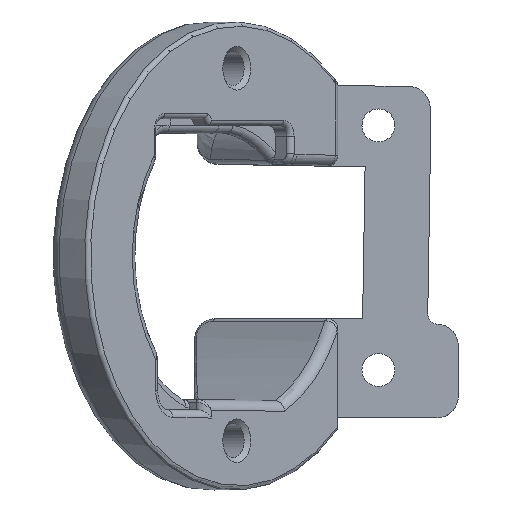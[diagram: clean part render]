
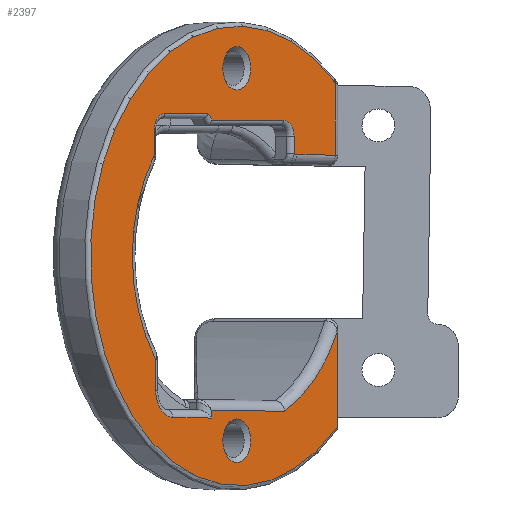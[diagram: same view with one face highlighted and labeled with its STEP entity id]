
A CAD part, top view. The second image highlights one B-rep face of the part: STEP entity #2397.
In plain terms, the highlighted planar face has unit normal (0.766, 0, 0.643).
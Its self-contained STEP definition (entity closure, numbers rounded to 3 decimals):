
#31=FACE_BOUND('',#614,.T.);
#32=FACE_BOUND('',#615,.T.);
#55=ELLIPSE('',#2573,0.956,0.912);
#80=PLANE('',#2568);
#174=LINE('',#3633,#320);
#176=LINE('',#3657,#322);
#177=LINE('',#3678,#323);
#181=LINE('',#3737,#327);
#187=LINE('',#3754,#333);
#188=LINE('',#3758,#334);
#189=LINE('',#3760,#335);
#190=LINE('',#3762,#336);
#191=LINE('',#3766,#337);
#192=LINE('',#3770,#338);
#193=LINE('',#3772,#339);
#194=LINE('',#3777,#340);
#320=VECTOR('',#2810,10.);
#322=VECTOR('',#2816,10.);
#323=VECTOR('',#2829,10.);
#327=VECTOR('',#2841,10.);
#333=VECTOR('',#2859,2.403);
#334=VECTOR('',#2862,6.33);
#335=VECTOR('',#2863,0.849);
#336=VECTOR('',#2864,10.494);
#337=VECTOR('',#2867,1.634);
#338=VECTOR('',#2870,5.625);
#339=VECTOR('',#2871,10.);
#340=VECTOR('',#2876,8.934);
#469=FACE_OUTER_BOUND('',#613,.T.);
#613=EDGE_LOOP('',(#1653,#1654,#1655,#1656,#1657,#1658,#1659,#1660,#1661,
#1662,#1663,#1664,#1665,#1666,#1667,#1668,#1669,#1670,#1671,#1672));
#614=EDGE_LOOP('',(#1673));
#615=EDGE_LOOP('',(#1674));
#870=CIRCLE('',#2557,2.5);
#874=CIRCLE('',#2569,16.1);
#875=CIRCLE('',#2570,15.5);
#876=CIRCLE('',#2571,1.494);
#877=CIRCLE('',#2572,1.494);
#878=CIRCLE('',#2574,3.302);
#879=CIRCLE('',#2575,21.6);
#880=CIRCLE('',#2576,2.045);
#881=CIRCLE('',#2577,2.045);
#983=VERTEX_POINT('',#3627);
#984=VERTEX_POINT('',#3632);
#987=VERTEX_POINT('',#3654);
#988=VERTEX_POINT('',#3656);
#990=VERTEX_POINT('',#3670);
#992=VERTEX_POINT('',#3676);
#997=VERTEX_POINT('',#3749);
#998=VERTEX_POINT('',#3751);
#999=VERTEX_POINT('',#3753);
#1000=VERTEX_POINT('',#3755);
#1001=VERTEX_POINT('',#3757);
#1002=VERTEX_POINT('',#3759);
#1003=VERTEX_POINT('',#3761);
#1004=VERTEX_POINT('',#3763);
#1005=VERTEX_POINT('',#3765);
#1006=VERTEX_POINT('',#3767);
#1007=VERTEX_POINT('',#3769);
#1008=VERTEX_POINT('',#3771);
#1009=VERTEX_POINT('',#3773);
#1010=VERTEX_POINT('',#3775);
#1011=VERTEX_POINT('',#3778);
#1012=VERTEX_POINT('',#3780);
#1225=EDGE_CURVE('',#983,#984,#174,.T.);
#1229=EDGE_CURVE('',#987,#988,#176,.T.);
#1232=EDGE_CURVE('',#990,#987,#870,.T.);
#1235=EDGE_CURVE('',#992,#990,#177,.T.);
#1243=EDGE_CURVE('',#988,#983,#181,.T.);
#1249=EDGE_CURVE('',#997,#984,#874,.T.);
#1250=EDGE_CURVE('',#992,#998,#875,.T.);
#1251=EDGE_CURVE('',#998,#999,#187,.T.);
#1252=EDGE_CURVE('',#999,#1000,#876,.T.);
#1253=EDGE_CURVE('',#1000,#1001,#188,.T.);
#1254=EDGE_CURVE('',#1001,#1002,#189,.T.);
#1255=EDGE_CURVE('',#1002,#1003,#190,.T.);
#1256=EDGE_CURVE('',#1003,#1004,#877,.T.);
#1257=EDGE_CURVE('',#1004,#1005,#191,.T.);
#1258=EDGE_CURVE('',#1005,#1006,#55,.T.);
#1259=EDGE_CURVE('',#1006,#1007,#192,.T.);
#1260=EDGE_CURVE('',#1007,#1008,#193,.T.);
#1261=EDGE_CURVE('',#1008,#1009,#878,.T.);
#1262=EDGE_CURVE('',#1009,#1010,#879,.T.);
#1263=EDGE_CURVE('',#1010,#997,#194,.T.);
#1264=EDGE_CURVE('',#1011,#1011,#880,.T.);
#1265=EDGE_CURVE('',#1012,#1012,#881,.T.);
#1653=ORIENTED_EDGE('',*,*,#1249,.T.);
#1654=ORIENTED_EDGE('',*,*,#1225,.F.);
#1655=ORIENTED_EDGE('',*,*,#1243,.F.);
#1656=ORIENTED_EDGE('',*,*,#1229,.F.);
#1657=ORIENTED_EDGE('',*,*,#1232,.F.);
#1658=ORIENTED_EDGE('',*,*,#1235,.F.);
#1659=ORIENTED_EDGE('',*,*,#1250,.T.);
#1660=ORIENTED_EDGE('',*,*,#1251,.T.);
#1661=ORIENTED_EDGE('',*,*,#1252,.T.);
#1662=ORIENTED_EDGE('',*,*,#1253,.T.);
#1663=ORIENTED_EDGE('',*,*,#1254,.T.);
#1664=ORIENTED_EDGE('',*,*,#1255,.T.);
#1665=ORIENTED_EDGE('',*,*,#1256,.T.);
#1666=ORIENTED_EDGE('',*,*,#1257,.T.);
#1667=ORIENTED_EDGE('',*,*,#1258,.T.);
#1668=ORIENTED_EDGE('',*,*,#1259,.T.);
#1669=ORIENTED_EDGE('',*,*,#1260,.T.);
#1670=ORIENTED_EDGE('',*,*,#1261,.T.);
#1671=ORIENTED_EDGE('',*,*,#1262,.T.);
#1672=ORIENTED_EDGE('',*,*,#1263,.T.);
#1673=ORIENTED_EDGE('',*,*,#1264,.T.);
#1674=ORIENTED_EDGE('',*,*,#1265,.T.);
#2397=ADVANCED_FACE('',(#469,#31,#32),#80,.F.);
#2557=AXIS2_PLACEMENT_3D('',#3672,#2821,#2822);
#2568=AXIS2_PLACEMENT_3D('',#3748,#2853,#2854);
#2569=AXIS2_PLACEMENT_3D('',#3750,#2855,#2856);
#2570=AXIS2_PLACEMENT_3D('',#3752,#2857,#2858);
#2571=AXIS2_PLACEMENT_3D('',#3756,#2860,#2861);
#2572=AXIS2_PLACEMENT_3D('',#3764,#2865,#2866);
#2573=AXIS2_PLACEMENT_3D('',#3768,#2868,#2869);
#2574=AXIS2_PLACEMENT_3D('',#3774,#2872,#2873);
#2575=AXIS2_PLACEMENT_3D('',#3776,#2874,#2875);
#2576=AXIS2_PLACEMENT_3D('',#3779,#2877,#2878);
#2577=AXIS2_PLACEMENT_3D('',#3781,#2879,#2880);
#2810=DIRECTION('',(0.643,-0.01,-0.766));
#2816=DIRECTION('',(0.643,-0.01,-0.766));
#2821=DIRECTION('center_axis',(0.766,0.,0.643));
#2822=DIRECTION('ref_axis',(-0.457,-0.704,0.544));
#2829=DIRECTION('',(0.,-1.,0.));
#2841=DIRECTION('',(0.,1.,0.));
#2853=DIRECTION('center_axis',(-0.766,0.,-0.643));
#2854=DIRECTION('ref_axis',(-0.643,0.,0.766));
#2855=DIRECTION('center_axis',(-0.766,0.,-0.643));
#2856=DIRECTION('ref_axis',(0.271,-0.906,-0.324));
#2857=DIRECTION('center_axis',(-0.766,0.,
-0.643));
#2858=DIRECTION('ref_axis',(-0.509,0.611,0.606));
#2859=DIRECTION('',(0.,1.,0.));
#2860=DIRECTION('center_axis',(-0.766,0.,-0.643));
#2861=DIRECTION('ref_axis',(-0.643,0.,0.766));
#2862=DIRECTION('',(0.643,0.,-0.766));
#2863=DIRECTION('',(0.455,-0.707,-0.542));
#2864=DIRECTION('',(0.643,0.,-0.766));
#2865=DIRECTION('center_axis',(-0.766,0.,-0.643));
#2866=DIRECTION('ref_axis',(-0.643,0.,0.766));
#2867=DIRECTION('',(0.,-1.,0.));
#2868=DIRECTION('center_axis',(0.766,0.,0.643));
#2869=DIRECTION('ref_axis',(0.621,-0.257,-0.74));
#2870=DIRECTION('',(0.643,-0.01,-0.766));
#2871=DIRECTION('',(0.,1.,0.));
#2872=DIRECTION('center_axis',(-0.766,0.,-0.643));
#2873=DIRECTION('ref_axis',(-0.416,-0.762,0.496));
#2874=DIRECTION('center_axis',(0.766,0.,0.643));
#2875=DIRECTION('ref_axis',(-0.643,0.,0.766));
#2876=DIRECTION('',(0.,1.,0.));
#2877=DIRECTION('center_axis',(-0.766,0.,-0.643));
#2878=DIRECTION('ref_axis',(-0.643,0.,0.766));
#2879=DIRECTION('center_axis',(-0.766,0.,-0.643));
#2880=DIRECTION('ref_axis',(-0.643,0.,0.766));
#3627=CARTESIAN_POINT('',(-29.69,-18.626,33.334));
#3632=CARTESIAN_POINT('',(-22.799,-18.73,25.121));
#3633=CARTESIAN_POINT('',(-7.866,-18.957,7.325));
#3654=CARTESIAN_POINT('',(-33.335,-19.321,37.678));
#3656=CARTESIAN_POINT('',(-29.69,-19.376,33.334));
#3657=CARTESIAN_POINT('',(-9.407,-19.683,9.162));
#3670=CARTESIAN_POINT('',(-34.926,-16.821,39.574));
#3672=CARTESIAN_POINT('Origin',(-33.319,-16.821,37.659));
#3676=CARTESIAN_POINT('',(-34.926,-13.865,39.574));
#3678=CARTESIAN_POINT('',(-34.926,-9.627,39.574));
#3737=CARTESIAN_POINT('',(-29.69,-8.36,33.334));
#3748=CARTESIAN_POINT('Origin',(11.644,-0.7,-15.926));
#3749=CARTESIAN_POINT('',(-17.893,-11.275,19.275));
#3750=CARTESIAN_POINT('Origin',(-27.17,-4.137,30.33));
#3751=CARTESIAN_POINT('',(-35.053,5.341,39.725));
#3752=CARTESIAN_POINT('Origin',(-27.17,-4.137,30.33));
#3753=CARTESIAN_POINT('',(-35.053,7.744,39.725));
#3754=CARTESIAN_POINT('',(-35.053,5.341,39.725));
#3755=CARTESIAN_POINT('',(-34.093,9.238,38.581));
#3756=CARTESIAN_POINT('Origin',(-34.093,7.744,38.581));
#3757=CARTESIAN_POINT('',(-30.024,9.238,33.732));
#3758=CARTESIAN_POINT('',(-34.093,9.238,38.581));
#3759=CARTESIAN_POINT('',(-29.638,8.637,33.271));
#3760=CARTESIAN_POINT('',(-30.024,9.238,33.732));
#3761=CARTESIAN_POINT('',(-22.893,8.637,25.233));
#3762=CARTESIAN_POINT('',(-29.638,8.637,33.271));
#3763=CARTESIAN_POINT('',(-21.932,7.143,24.089));
#3764=CARTESIAN_POINT('Origin',(-22.893,7.143,25.233));
#3765=CARTESIAN_POINT('',(-21.932,5.51,24.089));
#3766=CARTESIAN_POINT('',(-21.932,7.143,24.089));
#3767=CARTESIAN_POINT('',(-21.664,5.414,23.768));
#3768=CARTESIAN_POINT('Origin',(-21.672,6.329,23.778));
#3769=CARTESIAN_POINT('',(-18.048,5.355,19.459));
#3770=CARTESIAN_POINT('',(-21.664,5.414,23.768));
#3771=CARTESIAN_POINT('',(-18.048,12.162,19.459));
#3772=CARTESIAN_POINT('',(-18.048,5.355,19.459));
#3773=CARTESIAN_POINT('',(-18.177,12.32,19.613));
#3774=CARTESIAN_POINT('Origin',(-16.802,14.835,17.974));
#3775=CARTESIAN_POINT('',(-17.893,-20.208,19.275));
#3776=CARTESIAN_POINT('Origin',(-27.17,-4.137,30.33));
#3777=CARTESIAN_POINT('',(-17.893,-20.208,19.275));
#3778=CARTESIAN_POINT('',(-28.623,-21.5,32.062));
#3779=CARTESIAN_POINT('Origin',(-27.309,-21.5,30.496));
#3780=CARTESIAN_POINT('',(-28.623,13.5,32.062));
#3781=CARTESIAN_POINT('Origin',(-27.309,13.5,30.496));
